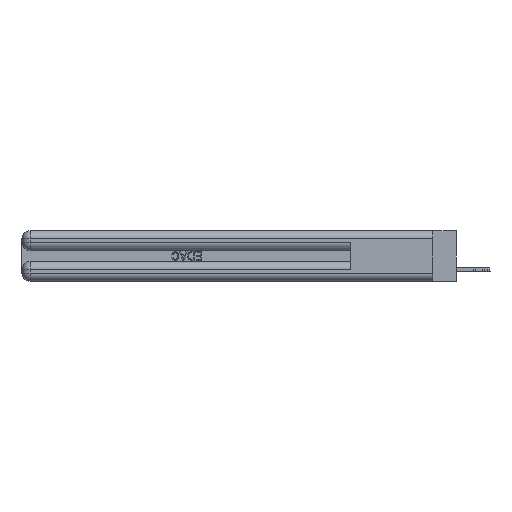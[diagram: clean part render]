
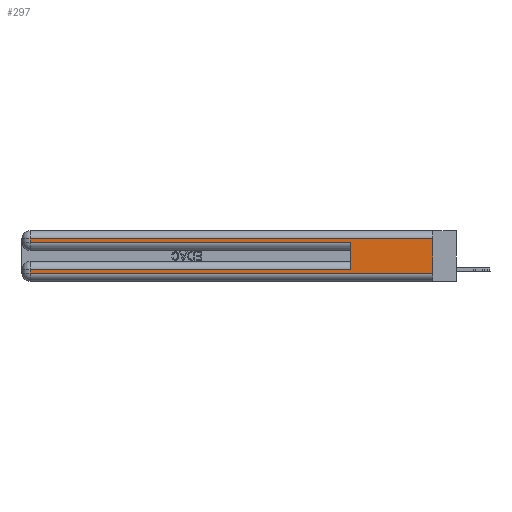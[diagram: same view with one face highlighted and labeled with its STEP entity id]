
A CAD part, left-side view. The second image highlights one B-rep face of the part: STEP entity #297.
In plain terms, the highlighted planar face has unit normal (-1, 0, 0).
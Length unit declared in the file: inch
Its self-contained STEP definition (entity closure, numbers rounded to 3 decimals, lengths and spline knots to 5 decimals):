
#195 = PLANE ( 'NONE',  #10420 ) ;
#297 = ADVANCED_FACE ( 'NONE', ( #25194 ), #195, .F. ) ;
#1265 = EDGE_CURVE ( 'NONE', #16066, #8163, #21016, .T. ) ;
#2588 = ORIENTED_EDGE ( 'NONE', *, *, #40582, .T. ) ;
#3249 = CARTESIAN_POINT ( 'NONE',  ( 0., 0., 0.37 ) ) ;
#3984 = VECTOR ( 'NONE', #13470, 39.37008 ) ;
#4750 = EDGE_CURVE ( 'NONE', #6926, #25209, #32009, .T. ) ;
#4790 = CARTESIAN_POINT ( 'NONE',  ( 0., 0., 0.31 ) ) ;
#5569 = ORIENTED_EDGE ( 'NONE', *, *, #41894, .F. ) ;
#6669 = ORIENTED_EDGE ( 'NONE', *, *, #22464, .T. ) ;
#6926 = VERTEX_POINT ( 'NONE', #32929 ) ;
#7579 = LINE ( 'NONE', #20737, #3984 ) ;
#7798 = DIRECTION ( 'NONE',  ( 0., 0., -1. ) ) ;
#8117 = LINE ( 'NONE', #3249, #26306 ) ;
#8163 = VERTEX_POINT ( 'NONE', #16257 ) ;
#8811 = VERTEX_POINT ( 'NONE', #17237 ) ;
#8981 = VERTEX_POINT ( 'NONE', #41361 ) ;
#10170 = VECTOR ( 'NONE', #30377, 39.37008 ) ;
#10420 = AXIS2_PLACEMENT_3D ( 'NONE', #18816, #41108, #7798 ) ;
#11096 = ORIENTED_EDGE ( 'NONE', *, *, #44281, .T. ) ;
#13470 = DIRECTION ( 'NONE',  ( 0., -1., 0. ) ) ;
#16066 = VERTEX_POINT ( 'NONE', #31610 ) ;
#16257 = CARTESIAN_POINT ( 'NONE',  ( 0., 0.6, 0.285 ) ) ;
#17237 = CARTESIAN_POINT ( 'NONE',  ( 0., 2.94, 0.085 ) ) ;
#18463 = ORIENTED_EDGE ( 'NONE', *, *, #1265, .T. ) ;
#18816 = CARTESIAN_POINT ( 'NONE',  ( 0., 0., 0.37 ) ) ;
#18975 = ORIENTED_EDGE ( 'NONE', *, *, #4750, .T. ) ;
#20289 = LINE ( 'NONE', #33238, #26123 ) ;
#20737 = CARTESIAN_POINT ( 'NONE',  ( 0., 0., 0.06 ) ) ;
#21016 = LINE ( 'NONE', #22424, #29170 ) ;
#22424 = CARTESIAN_POINT ( 'NONE',  ( 0., 0., 0.285 ) ) ;
#22464 = EDGE_CURVE ( 'NONE', #26113, #8811, #36914, .T. ) ;
#22818 = DIRECTION ( 'NONE',  ( 0., -1., 0. ) ) ;
#23054 = ORIENTED_EDGE ( 'NONE', *, *, #44466, .F. ) ;
#23219 = DIRECTION ( 'NONE',  ( 0., 1., 0. ) ) ;
#25194 = FACE_OUTER_BOUND ( 'NONE', #30798, .T. ) ;
#25209 = VERTEX_POINT ( 'NONE', #39022 ) ;
#26113 = VERTEX_POINT ( 'NONE', #30790 ) ;
#26123 = VECTOR ( 'NONE', #44504, 39.37008 ) ;
#26306 = VECTOR ( 'NONE', #33168, 39.37008 ) ;
#26598 = CARTESIAN_POINT ( 'NONE',  ( 0., 2.94, 0.37 ) ) ;
#26620 = CARTESIAN_POINT ( 'NONE',  ( 0., 0.6, 0.145 ) ) ;
#27058 = LINE ( 'NONE', #26620, #10170 ) ;
#27844 = VECTOR ( 'NONE', #33987, 39.37008 ) ;
#29170 = VECTOR ( 'NONE', #22818, 39.37008 ) ;
#30377 = DIRECTION ( 'NONE',  ( 0., 0., 1. ) ) ;
#30790 = CARTESIAN_POINT ( 'NONE',  ( 0., 0.6, 0.085 ) ) ;
#30798 = EDGE_LOOP ( 'NONE', ( #23054, #18975, #2588, #18463, #5569, #6669, #38695, #11096 ) ) ;
#31610 = CARTESIAN_POINT ( 'NONE',  ( 0., 2.94, 0.285 ) ) ;
#32009 = LINE ( 'NONE', #4790, #43163 ) ;
#32288 = CARTESIAN_POINT ( 'NONE',  ( 0., 0., 0.085 ) ) ;
#32814 = DIRECTION ( 'NONE',  ( 0., 1., 0. ) ) ;
#32929 = CARTESIAN_POINT ( 'NONE',  ( 0., 0., 0.31 ) ) ;
#33168 = DIRECTION ( 'NONE',  ( 0., 0., -1. ) ) ;
#33238 = CARTESIAN_POINT ( 'NONE',  ( 0., 2.94, 0.37 ) ) ;
#33987 = DIRECTION ( 'NONE',  ( 0., 0., -1. ) ) ;
#35635 = EDGE_CURVE ( 'NONE', #8811, #46179, #20289, .T. ) ;
#36914 = LINE ( 'NONE', #32288, #43919 ) ;
#38695 = ORIENTED_EDGE ( 'NONE', *, *, #35635, .T. ) ;
#39022 = CARTESIAN_POINT ( 'NONE',  ( 0., 2.94, 0.31 ) ) ;
#40582 = EDGE_CURVE ( 'NONE', #25209, #16066, #48338, .T. ) ;
#41108 = DIRECTION ( 'NONE',  ( 1., 0., 0. ) ) ;
#41361 = CARTESIAN_POINT ( 'NONE',  ( 0., 0., 0.06 ) ) ;
#41894 = EDGE_CURVE ( 'NONE', #26113, #8163, #27058, .T. ) ;
#43163 = VECTOR ( 'NONE', #23219, 39.37008 ) ;
#43919 = VECTOR ( 'NONE', #32814, 39.37008 ) ;
#44281 = EDGE_CURVE ( 'NONE', #46179, #8981, #7579, .T. ) ;
#44466 = EDGE_CURVE ( 'NONE', #6926, #8981, #8117, .T. ) ;
#44504 = DIRECTION ( 'NONE',  ( 0., 0., -1. ) ) ;
#46179 = VERTEX_POINT ( 'NONE', #47037 ) ;
#47037 = CARTESIAN_POINT ( 'NONE',  ( 0., 2.94, 0.06 ) ) ;
#48338 = LINE ( 'NONE', #26598, #27844 ) ;
